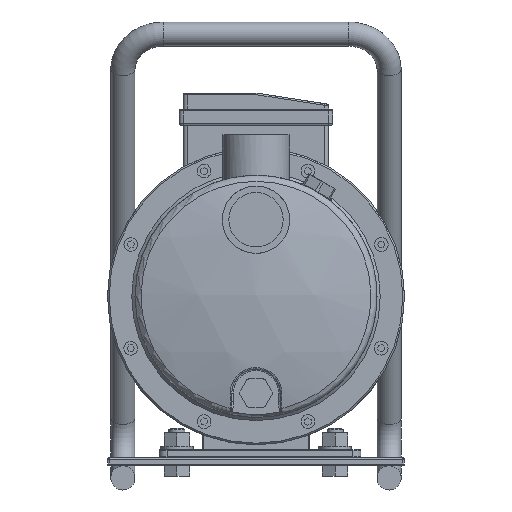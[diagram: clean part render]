
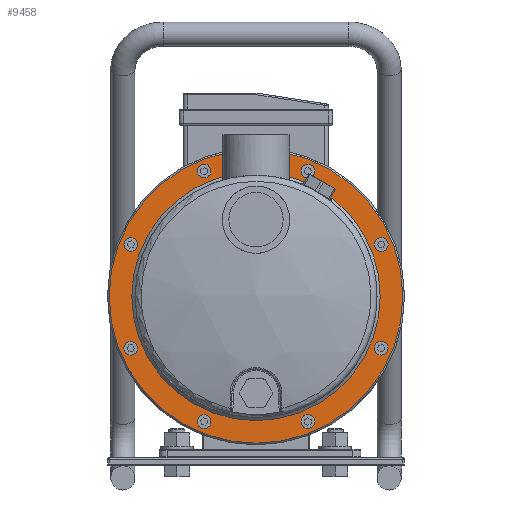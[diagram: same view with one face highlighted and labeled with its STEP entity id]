
A CAD part, left-side view. The second image highlights one B-rep face of the part: STEP entity #9458.
In plain terms, the highlighted planar face has unit normal (-1, 0, 0).
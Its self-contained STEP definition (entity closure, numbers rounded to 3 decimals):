
#238=FACE_BOUND($,#1394,.T.);
#239=FACE_BOUND($,#1395,.T.);
#240=FACE_BOUND($,#1396,.T.);
#241=FACE_BOUND($,#1397,.T.);
#242=FACE_BOUND($,#1398,.T.);
#243=FACE_BOUND($,#1399,.T.);
#244=FACE_BOUND($,#1400,.T.);
#245=FACE_BOUND($,#1401,.T.);
#246=FACE_BOUND($,#1402,.T.);
#394=PLANE($,#10132);
#778=FACE_OUTER_BOUND($,#1393,.T.);
#1393=EDGE_LOOP($,(#6964));
#1394=EDGE_LOOP($,(#6965));
#1395=EDGE_LOOP($,(#6966));
#1396=EDGE_LOOP($,(#6967));
#1397=EDGE_LOOP($,(#6968));
#1398=EDGE_LOOP($,(#6969));
#1399=EDGE_LOOP($,(#6970));
#1400=EDGE_LOOP($,(#6971));
#1401=EDGE_LOOP($,(#6972));
#1402=EDGE_LOOP($,(#6973));
#3709=CIRCLE($,#10005,4.25);
#3711=CIRCLE($,#10009,4.25);
#3713=CIRCLE($,#10013,4.25);
#3715=CIRCLE($,#10017,4.25);
#3717=CIRCLE($,#10021,4.25);
#3719=CIRCLE($,#10025,4.25);
#3721=CIRCLE($,#10029,4.25);
#3757=CIRCLE($,#10110,4.25);
#3763=CIRCLE($,#10123,77.);
#3767=CIRCLE($,#10131,91.);
#4214=VERTEX_POINT($,#14058);
#4216=VERTEX_POINT($,#14064);
#4218=VERTEX_POINT($,#14070);
#4220=VERTEX_POINT($,#14076);
#4222=VERTEX_POINT($,#14082);
#4224=VERTEX_POINT($,#14088);
#4226=VERTEX_POINT($,#14094);
#4293=VERTEX_POINT($,#15157);
#4299=VERTEX_POINT($,#15176);
#4303=VERTEX_POINT($,#15188);
#5168=EDGE_CURVE($,#4214,#4214,#3709,.T.);
#5170=EDGE_CURVE($,#4216,#4216,#3711,.T.);
#5172=EDGE_CURVE($,#4218,#4218,#3713,.T.);
#5174=EDGE_CURVE($,#4220,#4220,#3715,.T.);
#5176=EDGE_CURVE($,#4222,#4222,#3717,.T.);
#5178=EDGE_CURVE($,#4224,#4224,#3719,.T.);
#5180=EDGE_CURVE($,#4226,#4226,#3721,.T.);
#5293=EDGE_CURVE($,#4293,#4293,#3757,.T.);
#5299=EDGE_CURVE($,#4299,#4299,#3763,.T.);
#5303=EDGE_CURVE($,#4303,#4303,#3767,.T.);
#6964=ORIENTED_EDGE($,*,*,#5303,.F.);
#6965=ORIENTED_EDGE($,*,*,#5168,.T.);
#6966=ORIENTED_EDGE($,*,*,#5170,.T.);
#6967=ORIENTED_EDGE($,*,*,#5172,.T.);
#6968=ORIENTED_EDGE($,*,*,#5174,.T.);
#6969=ORIENTED_EDGE($,*,*,#5176,.T.);
#6970=ORIENTED_EDGE($,*,*,#5178,.T.);
#6971=ORIENTED_EDGE($,*,*,#5180,.T.);
#6972=ORIENTED_EDGE($,*,*,#5293,.T.);
#6973=ORIENTED_EDGE($,*,*,#5299,.T.);
#9458=ADVANCED_FACE($,(#778,#238,#239,#240,#241,#242,#243,#244,#245,#246),
#394,.T.);
#10005=AXIS2_PLACEMENT_3D($,#14059,#11184,#11185);
#10009=AXIS2_PLACEMENT_3D($,#14065,#11192,#11193);
#10013=AXIS2_PLACEMENT_3D($,#14071,#11200,#11201);
#10017=AXIS2_PLACEMENT_3D($,#14077,#11208,#11209);
#10021=AXIS2_PLACEMENT_3D($,#14083,#11216,#11217);
#10025=AXIS2_PLACEMENT_3D($,#14089,#11224,#11225);
#10029=AXIS2_PLACEMENT_3D($,#14095,#11232,#11233);
#10110=AXIS2_PLACEMENT_3D($,#15158,#11454,#11455);
#10123=AXIS2_PLACEMENT_3D($,#15177,#11480,#11481);
#10131=AXIS2_PLACEMENT_3D($,#15189,#11496,#11497);
#10132=AXIS2_PLACEMENT_3D($,#15190,#11498,#11499);
#11184=DIRECTION('center_axis',(1.,0.,0.));
#11185=DIRECTION('ref_axis',(0.,-0.707,-0.707));
#11192=DIRECTION('center_axis',(1.,0.,0.));
#11193=DIRECTION('ref_axis',(0.,-1.,0.));
#11200=DIRECTION('center_axis',(1.,0.,0.));
#11201=DIRECTION('ref_axis',(0.,-0.707,0.707));
#11208=DIRECTION('center_axis',(1.,0.,0.));
#11209=DIRECTION('ref_axis',(0.,0.,1.));
#11216=DIRECTION('center_axis',(1.,0.,0.));
#11217=DIRECTION('ref_axis',(0.,0.707,0.707));
#11224=DIRECTION('center_axis',(1.,0.,0.));
#11225=DIRECTION('ref_axis',(0.,1.,0.));
#11232=DIRECTION('center_axis',(1.,0.,0.));
#11233=DIRECTION('ref_axis',(0.,0.707,-0.707));
#11454=DIRECTION('center_axis',(1.,0.,0.));
#11455=DIRECTION('ref_axis',(0.,0.,-1.));
#11480=DIRECTION('center_axis',(1.,0.,0.));
#11481=DIRECTION('ref_axis',(0.,1.,0.));
#11496=DIRECTION('center_axis',(1.,0.,0.));
#11497=DIRECTION('ref_axis',(0.,-1.,0.));
#11498=DIRECTION('center_axis',(-1.,0.,0.));
#11499=DIRECTION('ref_axis',(0.,0.,1.));
#14058=CARTESIAN_POINT('',(50.,80.611,90.86));
#14059=CARTESIAN_POINT('Origin',(50.,77.606,87.855));
#14064=CARTESIAN_POINT('',(50.,36.395,42.394));
#14065=CARTESIAN_POINT('Origin',(50.,32.145,42.394));
#14070=CARTESIAN_POINT('',(50.,-29.14,39.389));
#14071=CARTESIAN_POINT('Origin',(50.,-32.145,42.394));
#14076=CARTESIAN_POINT('',(50.,-77.606,83.605));
#14077=CARTESIAN_POINT('Origin',(50.,-77.606,87.855));
#14082=CARTESIAN_POINT('',(50.,-80.611,149.14));
#14083=CARTESIAN_POINT('Origin',(50.,-77.606,152.145));
#14088=CARTESIAN_POINT('',(50.,-36.395,197.606));
#14089=CARTESIAN_POINT('Origin',(50.,-32.145,197.606));
#14094=CARTESIAN_POINT('',(50.,29.14,200.611));
#14095=CARTESIAN_POINT('Origin',(50.,32.145,197.606));
#15157=CARTESIAN_POINT('',(50.,77.606,156.395));
#15158=CARTESIAN_POINT('Origin',(50.,77.606,152.145));
#15176=CARTESIAN_POINT('',(50.,77.,120.));
#15177=CARTESIAN_POINT('Origin',(50.,0.,
120.));
#15188=CARTESIAN_POINT('',(50.,91.,120.));
#15189=CARTESIAN_POINT('Origin',(50.,0.,
120.));
#15190=CARTESIAN_POINT('Origin',(50.,84.5,120.));
